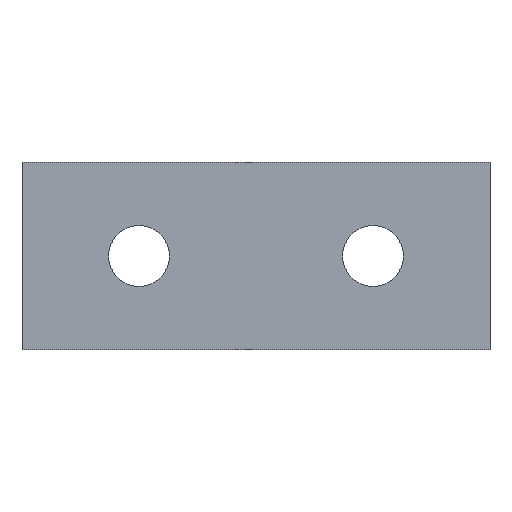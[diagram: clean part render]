
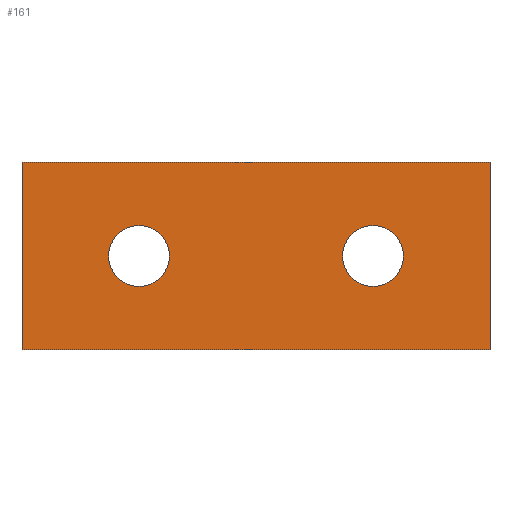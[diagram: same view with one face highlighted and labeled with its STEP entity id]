
A CAD part, top view. The second image highlights one B-rep face of the part: STEP entity #161.
In plain terms, the highlighted planar face has unit normal (0, 0, 1).
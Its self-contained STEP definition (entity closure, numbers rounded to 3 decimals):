
#4 = CARTESIAN_POINT ( 'NONE',  ( -31.5, 0., 0. ) ) ;
#5 = CARTESIAN_POINT ( 'NONE',  ( 31.5, 0., 0. ) ) ;
#6 = DIRECTION ( 'NONE',  ( 0., 1., 0. ) ) ;
#11 = EDGE_CURVE ( 'NONE', #204, #43, #304, .T. ) ;
#25 = FACE_OUTER_BOUND ( 'NONE', #80, .T. ) ;
#28 = AXIS2_PLACEMENT_3D ( 'NONE', #294, #243, #64 ) ;
#31 = EDGE_CURVE ( 'NONE', #154, #317, #194, .T. ) ;
#32 = CARTESIAN_POINT ( 'NONE',  ( -50., 20., 0. ) ) ;
#33 = DIRECTION ( 'NONE',  ( 1., 0., 0. ) ) ;
#34 = ORIENTED_EDGE ( 'NONE', *, *, #113, .F. ) ;
#43 = VERTEX_POINT ( 'NONE', #69 ) ;
#47 = ORIENTED_EDGE ( 'NONE', *, *, #322, .T. ) ;
#49 = ORIENTED_EDGE ( 'NONE', *, *, #205, .F. ) ;
#53 = CIRCLE ( 'NONE', #196, 6.5 ) ;
#58 = CARTESIAN_POINT ( 'NONE',  ( 50., 20., 0. ) ) ;
#60 = DIRECTION ( 'NONE',  ( 1., 0., 0. ) ) ;
#61 = VERTEX_POINT ( 'NONE', #335 ) ;
#64 = DIRECTION ( 'NONE',  ( 1., 0., 0. ) ) ;
#65 = DIRECTION ( 'NONE',  ( 1., 0., 0. ) ) ;
#68 = DIRECTION ( 'NONE',  ( 1., 0., 0. ) ) ;
#69 = CARTESIAN_POINT ( 'NONE',  ( -50., -20., 0. ) ) ;
#70 = VERTEX_POINT ( 'NONE', #265 ) ;
#72 = VERTEX_POINT ( 'NONE', #84 ) ;
#73 = DIRECTION ( 'NONE',  ( 0., -1., 0. ) ) ;
#77 = LINE ( 'NONE', #183, #130 ) ;
#80 = EDGE_LOOP ( 'NONE', ( #123, #47, #329, #85 ) ) ;
#82 = CARTESIAN_POINT ( 'NONE',  ( 0., 0., 0. ) ) ;
#84 = CARTESIAN_POINT ( 'NONE',  ( -18.5, 0., 0. ) ) ;
#85 = ORIENTED_EDGE ( 'NONE', *, *, #254, .T. ) ;
#100 = AXIS2_PLACEMENT_3D ( 'NONE', #203, #149, #68 ) ;
#102 = CARTESIAN_POINT ( 'NONE',  ( -25., 0., 0. ) ) ;
#113 = EDGE_CURVE ( 'NONE', #72, #303, #53, .T. ) ;
#114 = ORIENTED_EDGE ( 'NONE', *, *, #31, .F. ) ;
#116 = DIRECTION ( 'NONE',  ( 0., 0., 1. ) ) ;
#123 = ORIENTED_EDGE ( 'NONE', *, *, #179, .T. ) ;
#130 = VECTOR ( 'NONE', #286, 1000. ) ;
#147 = EDGE_LOOP ( 'NONE', ( #34, #176 ) ) ;
#149 = DIRECTION ( 'NONE',  ( 0., 0., 1. ) ) ;
#154 = VERTEX_POINT ( 'NONE', #256 ) ;
#161 = ADVANCED_FACE ( 'NONE', ( #184, #287, #25 ), #237, .T. ) ;
#163 = LINE ( 'NONE', #190, #245 ) ;
#166 = AXIS2_PLACEMENT_3D ( 'NONE', #82, #187, #33 ) ;
#170 = CARTESIAN_POINT ( 'NONE',  ( -50., 20., 0. ) ) ;
#171 = EDGE_LOOP ( 'NONE', ( #49, #114 ) ) ;
#172 = CIRCLE ( 'NONE', #28, 6.5 ) ;
#176 = ORIENTED_EDGE ( 'NONE', *, *, #259, .F. ) ;
#179 = EDGE_CURVE ( 'NONE', #70, #61, #186, .T. ) ;
#180 = VECTOR ( 'NONE', #73, 1000. ) ;
#183 = CARTESIAN_POINT ( 'NONE',  ( -50., -20., 0. ) ) ;
#184 = FACE_BOUND ( 'NONE', #147, .T. ) ;
#186 = LINE ( 'NONE', #58, #296 ) ;
#187 = DIRECTION ( 'NONE',  ( 0., 0., 1. ) ) ;
#190 = CARTESIAN_POINT ( 'NONE',  ( -50., 20., 0. ) ) ;
#194 = CIRCLE ( 'NONE', #100, 6.5 ) ;
#195 = AXIS2_PLACEMENT_3D ( 'NONE', #295, #116, #65 ) ;
#196 = AXIS2_PLACEMENT_3D ( 'NONE', #102, #257, #60 ) ;
#203 = CARTESIAN_POINT ( 'NONE',  ( 25., 0., 0. ) ) ;
#204 = VERTEX_POINT ( 'NONE', #32 ) ;
#205 = EDGE_CURVE ( 'NONE', #317, #154, #328, .T. ) ;
#237 = PLANE ( 'NONE',  #166 ) ;
#243 = DIRECTION ( 'NONE',  ( 0., 0., 1. ) ) ;
#245 = VECTOR ( 'NONE', #292, 1000. ) ;
#254 = EDGE_CURVE ( 'NONE', #43, #70, #77, .T. ) ;
#256 = CARTESIAN_POINT ( 'NONE',  ( 18.5, 0., 0. ) ) ;
#257 = DIRECTION ( 'NONE',  ( 0., 0., 1. ) ) ;
#259 = EDGE_CURVE ( 'NONE', #303, #72, #172, .T. ) ;
#265 = CARTESIAN_POINT ( 'NONE',  ( 50., -20., 0. ) ) ;
#286 = DIRECTION ( 'NONE',  ( 1., 0., 0. ) ) ;
#287 = FACE_BOUND ( 'NONE', #171, .T. ) ;
#292 = DIRECTION ( 'NONE',  ( -1., 0., 0. ) ) ;
#294 = CARTESIAN_POINT ( 'NONE',  ( -25., 0., 0. ) ) ;
#295 = CARTESIAN_POINT ( 'NONE',  ( 25., 0., 0. ) ) ;
#296 = VECTOR ( 'NONE', #6, 1000. ) ;
#303 = VERTEX_POINT ( 'NONE', #4 ) ;
#304 = LINE ( 'NONE', #170, #180 ) ;
#317 = VERTEX_POINT ( 'NONE', #5 ) ;
#322 = EDGE_CURVE ( 'NONE', #61, #204, #163, .T. ) ;
#328 = CIRCLE ( 'NONE', #195, 6.5 ) ;
#329 = ORIENTED_EDGE ( 'NONE', *, *, #11, .T. ) ;
#335 = CARTESIAN_POINT ( 'NONE',  ( 50., 20., 0. ) ) ;
